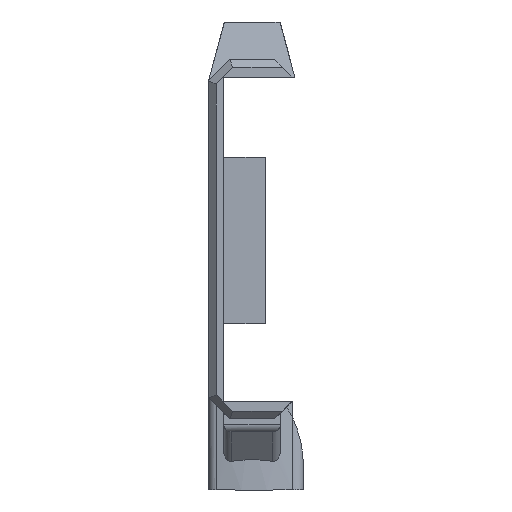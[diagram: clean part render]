
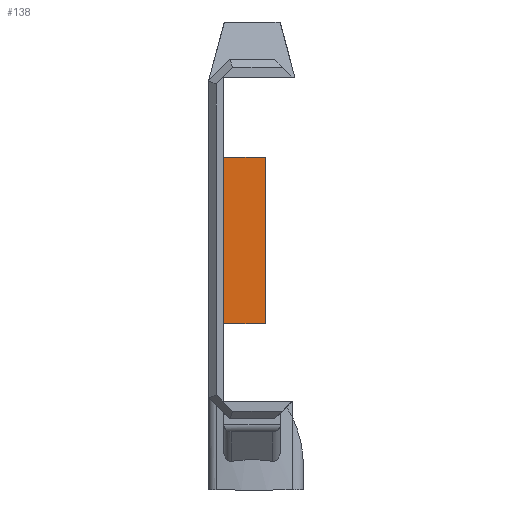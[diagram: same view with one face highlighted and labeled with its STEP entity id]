
A CAD part, front view. The second image highlights one B-rep face of the part: STEP entity #138.
In plain terms, the highlighted planar face has unit normal (0, -1, 0).
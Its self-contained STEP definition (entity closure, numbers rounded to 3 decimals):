
#138=ADVANCED_FACE('',(#499),#501,.T.);
#499=FACE_BOUND('',#500,.T.);
#500=EDGE_LOOP('',(#3240,#3241,#3242,#3243,#3244,#3245,#3246,#3247));
#501=PLANE('',#502);
#502=AXIS2_PLACEMENT_3D('',#503,#504,#505);
#503=CARTESIAN_POINT('',(6.,31.6,14.5));
#504=DIRECTION('',(0.,-1.,0.));
#505=DIRECTION('',(0.,0.,1.));
#3240=ORIENTED_EDGE('',*,*,#5509,.F.);
#3241=ORIENTED_EDGE('',*,*,#5510,.T.);
#3242=ORIENTED_EDGE('',*,*,#5511,.T.);
#3243=ORIENTED_EDGE('',*,*,#5512,.T.);
#3244=ORIENTED_EDGE('',*,*,#5513,.T.);
#3245=ORIENTED_EDGE('',*,*,#5514,.T.);
#3246=ORIENTED_EDGE('',*,*,#5515,.T.);
#3247=ORIENTED_EDGE('',*,*,#5516,.T.);
#5509=EDGE_CURVE('',#6486,#6487,#6488,.T.);
#5510=EDGE_CURVE('',#6486,#6489,#6490,.F.);
#5511=EDGE_CURVE('',#6489,#6491,#6492,.F.);
#5512=EDGE_CURVE('',#6491,#6493,#6494,.F.);
#5513=EDGE_CURVE('',#6493,#6495,#6496,.T.);
#5514=EDGE_CURVE('',#6495,#6497,#6498,.F.);
#5515=EDGE_CURVE('',#6497,#6499,#6500,.F.);
#5516=EDGE_CURVE('',#6499,#6487,#6501,.F.);
#6486=VERTEX_POINT('',#8115);
#6487=VERTEX_POINT('',#8116);
#6488=LINE('',#8117,#8118);
#6489=VERTEX_POINT('',#8120);
#6490=LINE('',#8121,#8122);
#6491=VERTEX_POINT('',#8124);
#6492=LINE('',#8125,#8126);
#6493=VERTEX_POINT('',#8128);
#6494=LINE('',#8129,#8130);
#6495=VERTEX_POINT('',#8132);
#6496=LINE('',#8133,#8134);
#6497=VERTEX_POINT('',#8136);
#6498=LINE('',#8137,#8138);
#6499=VERTEX_POINT('',#8140);
#6500=LINE('',#8141,#8142);
#6501=LINE('',#8144,#8145);
#8115=CARTESIAN_POINT('',(-2.,31.6,19.1));
#8116=CARTESIAN_POINT('',(-2.,31.6,56.9));
#8117=CARTESIAN_POINT('',(-2.,31.6,19.1));
#8118=VECTOR('',#8119,1.);
#8119=DIRECTION('',(0.,0.,1.));
#8120=CARTESIAN_POINT('',(0.,31.6,19.1));
#8121=CARTESIAN_POINT('',(0.,31.6,19.1));
#8122=VECTOR('',#8123,1.);
#8123=DIRECTION('',(-1.,0.,0.));
#8124=CARTESIAN_POINT('',(0.,31.6,15.7));
#8125=CARTESIAN_POINT('',(0.,31.6,15.7));
#8126=VECTOR('',#8127,1.);
#8127=DIRECTION('',(0.,0.,1.));
#8128=CARTESIAN_POINT('',(11.,31.6,15.7));
#8129=CARTESIAN_POINT('',(11.,31.6,15.7));
#8130=VECTOR('',#8131,1.);
#8131=DIRECTION('',(-1.,0.,0.));
#8132=CARTESIAN_POINT('',(11.,31.6,59.8));
#8133=CARTESIAN_POINT('',(11.,31.6,15.7));
#8134=VECTOR('',#8135,1.);
#8135=DIRECTION('',(0.,0.,1.));
#8136=CARTESIAN_POINT('',(0.,31.6,59.8));
#8137=CARTESIAN_POINT('',(0.,31.6,59.8));
#8138=VECTOR('',#8139,1.);
#8139=DIRECTION('',(1.,0.,0.));
#8140=CARTESIAN_POINT('',(0.,31.6,56.9));
#8141=CARTESIAN_POINT('',(0.,31.6,56.9));
#8142=VECTOR('',#8143,1.);
#8143=DIRECTION('',(0.,0.,1.));
#8144=CARTESIAN_POINT('',(-2.,31.6,56.9));
#8145=VECTOR('',#8146,1.);
#8146=DIRECTION('',(1.,0.,0.));
